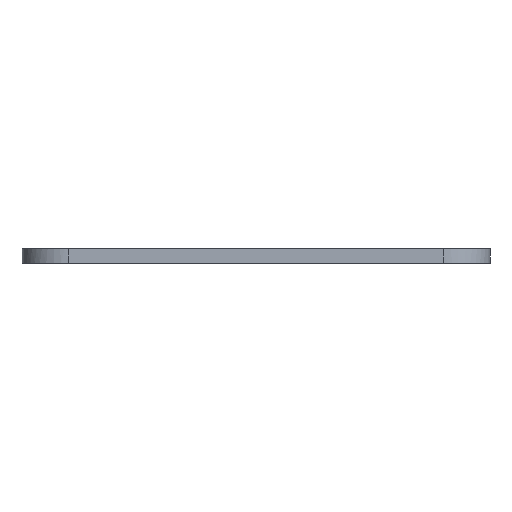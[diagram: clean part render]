
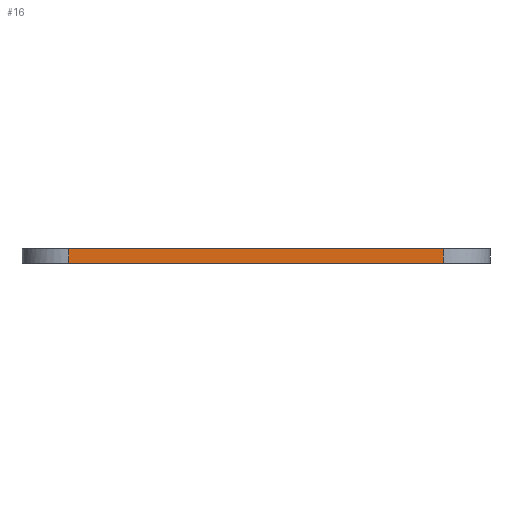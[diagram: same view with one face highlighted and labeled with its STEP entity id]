
A CAD part, left-side view. The second image highlights one B-rep face of the part: STEP entity #16.
In plain terms, the highlighted free-form (B-spline) face has degree [1, 1] with [2, 2] control points.
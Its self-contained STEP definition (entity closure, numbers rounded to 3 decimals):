
#16=ADVANCED_FACE('',(#28),#410,.T.);
#28=FACE_OUTER_BOUND('',#40,.T.);
#40=EDGE_LOOP('',(#54,#55,#56,#57));
#54=ORIENTED_EDGE('',*,*,#282,.T.);
#55=ORIENTED_EDGE('',*,*,#283,.T.);
#56=ORIENTED_EDGE('',*,*,#284,.T.);
#57=ORIENTED_EDGE('',*,*,#285,.T.);
#132=PCURVE('',#410,#192);
#133=PCURVE('',#410,#193);
#134=PCURVE('',#410,#194);
#135=PCURVE('',#410,#195);
#143=PCURVE('',#411,#203);
#146=PCURVE('',#412,#206);
#174=PCURVE('',#405,#234);
#182=PCURVE('',#407,#242);
#192=DEFINITIONAL_REPRESENTATION('',(#313),#1227);
#193=DEFINITIONAL_REPRESENTATION('',(#315),#1227);
#194=DEFINITIONAL_REPRESENTATION('',(#317),#1227);
#195=DEFINITIONAL_REPRESENTATION('',(#319),#1227);
#203=DEFINITIONAL_REPRESENTATION('',(#330),#1227);
#206=DEFINITIONAL_REPRESENTATION('',(#331),#1227);
#234=DEFINITIONAL_REPRESENTATION('',(#366),#1227);
#242=DEFINITIONAL_REPRESENTATION('',(#374),#1227);
#252=SURFACE_CURVE('',#312,(#132,#182),.PCURVE_S1.);
#253=SURFACE_CURVE('',#314,(#133,#143),.PCURVE_S1.);
#254=SURFACE_CURVE('',#316,(#134,#174),.PCURVE_S1.);
#255=SURFACE_CURVE('',#318,(#135,#146),.PCURVE_S1.);
#282=EDGE_CURVE('',#399,#397,#252,.T.);
#283=EDGE_CURVE('',#397,#396,#253,.T.);
#284=EDGE_CURVE('',#396,#398,#254,.T.);
#285=EDGE_CURVE('',#398,#399,#255,.T.);
#312=B_SPLINE_CURVE_WITH_KNOTS('',1,(#598,#599),.UNSPECIFIED.,.F.,.F.,(2,
2),(0.,3.),.UNSPECIFIED.);
#313=B_SPLINE_CURVE_WITH_KNOTS('',3,(#600,#601,#602,#603),.UNSPECIFIED.,
 .F.,.F.,(4,4),(0.,3.),.UNSPECIFIED.);
#314=B_SPLINE_CURVE_WITH_KNOTS('',1,(#604,#605),.UNSPECIFIED.,.F.,.F.,(2,
2),(390.,470.),.UNSPECIFIED.);
#315=B_SPLINE_CURVE_WITH_KNOTS('',1,(#606,#607),.UNSPECIFIED.,.F.,.F.,(2,
2),(390.,470.),.UNSPECIFIED.);
#316=B_SPLINE_CURVE_WITH_KNOTS('',1,(#608,#609),.UNSPECIFIED.,.F.,.F.,(2,
2),(0.,3.),.UNSPECIFIED.);
#317=B_SPLINE_CURVE_WITH_KNOTS('',3,(#610,#611,#612,#613),.UNSPECIFIED.,
 .F.,.F.,(4,4),(0.,3.),.UNSPECIFIED.);
#318=B_SPLINE_CURVE_WITH_KNOTS('',1,(#614,#615),.UNSPECIFIED.,.F.,.F.,(2,
2),(-470.,-390.),.UNSPECIFIED.);
#319=B_SPLINE_CURVE_WITH_KNOTS('',1,(#616,#617),.UNSPECIFIED.,.F.,.F.,(2,
2),(-470.,-390.),.UNSPECIFIED.);
#330=B_SPLINE_CURVE_WITH_KNOTS('',1,(#850,#851),.UNSPECIFIED.,.F.,.F.,(2,
2),(390.,470.),.UNSPECIFIED.);
#331=B_SPLINE_CURVE_WITH_KNOTS('',1,(#872,#873),.UNSPECIFIED.,.F.,.F.,(2,
2),(-470.,-390.),.UNSPECIFIED.);
#366=B_SPLINE_CURVE_WITH_KNOTS('',1,(#1186,#1187),.UNSPECIFIED.,.F.,.F.,
(2,2),(0.,3.),.UNSPECIFIED.);
#374=B_SPLINE_CURVE_WITH_KNOTS('',1,(#1202,#1203),.UNSPECIFIED.,.F.,.F.,
(2,2),(0.,3.),.UNSPECIFIED.);
#396=VERTEX_POINT('',#590);
#397=VERTEX_POINT('',#591);
#398=VERTEX_POINT('',#592);
#399=VERTEX_POINT('',#593);
#405=(
BOUNDED_SURFACE()
B_SPLINE_SURFACE(1,2,((#540,#541,#542),(#543,#544,#545)),.UNSPECIFIED.,
 .F.,.F.,.F.)
B_SPLINE_SURFACE_WITH_KNOTS((2,2),(3,3),(-10.,13.),
(0.,15.708),.UNSPECIFIED.)
GEOMETRIC_REPRESENTATION_ITEM()
RATIONAL_B_SPLINE_SURFACE(((1.,0.707,1.),(1.,0.707,
1.)))
REPRESENTATION_ITEM('')
SURFACE()
);
#407=(
BOUNDED_SURFACE()
B_SPLINE_SURFACE(1,2,((#552,#553,#554),(#555,#556,#557)),.UNSPECIFIED.,
 .F.,.F.,.F.)
B_SPLINE_SURFACE_WITH_KNOTS((2,2),(3,3),(-10.,13.),
(0.,15.708),.UNSPECIFIED.)
GEOMETRIC_REPRESENTATION_ITEM()
RATIONAL_B_SPLINE_SURFACE(((1.,0.707,1.),(1.,0.707,
1.)))
REPRESENTATION_ITEM('')
SURFACE()
);
#410=B_SPLINE_SURFACE_WITH_KNOTS('',1,1,((#510,#511),(#512,#513)),
 .UNSPECIFIED.,.F.,.F.,.F.,(2,2),(2,2),(380.,480.),(0.,3.),
 .UNSPECIFIED.);
#411=B_SPLINE_SURFACE_WITH_KNOTS('',1,1,((#514,#515),(#516,#517)),
 .UNSPECIFIED.,.F.,.F.,.F.,(2,2),(2,2),(0.,100.),(0.,140.),
 .UNSPECIFIED.);
#412=B_SPLINE_SURFACE_WITH_KNOTS('',1,1,((#518,#519),(#520,#521)),
 .UNSPECIFIED.,.F.,.F.,.F.,(2,2),(2,2),(0.,140.),(0.,100.),
 .UNSPECIFIED.);
#510=CARTESIAN_POINT('',(154.,49.,1458.5));
#511=CARTESIAN_POINT('',(154.,49.,1461.5));
#512=CARTESIAN_POINT('',(154.,-51.,1458.5));
#513=CARTESIAN_POINT('',(154.,-51.,1461.5));
#514=CARTESIAN_POINT('',(154.,-51.,1458.5));
#515=CARTESIAN_POINT('',(294.,-51.,1458.5));
#516=CARTESIAN_POINT('',(154.,49.,1458.5));
#517=CARTESIAN_POINT('',(294.,49.,1458.5));
#518=CARTESIAN_POINT('',(154.,-51.,1461.5));
#519=CARTESIAN_POINT('',(154.,49.,1461.5));
#520=CARTESIAN_POINT('',(294.,-51.,1461.5));
#521=CARTESIAN_POINT('',(294.,49.,1461.5));
#540=CARTESIAN_POINT('',(164.,-51.,1448.5));
#541=CARTESIAN_POINT('',(154.,-51.,1448.5));
#542=CARTESIAN_POINT('',(154.,-41.,1448.5));
#543=CARTESIAN_POINT('',(164.,-51.,1471.5));
#544=CARTESIAN_POINT('',(154.,-51.,1471.5));
#545=CARTESIAN_POINT('',(154.,-41.,1471.5));
#552=CARTESIAN_POINT('',(164.,49.,1471.5));
#553=CARTESIAN_POINT('',(154.,49.,1471.5));
#554=CARTESIAN_POINT('',(154.,39.,1471.5));
#555=CARTESIAN_POINT('',(164.,49.,1448.5));
#556=CARTESIAN_POINT('',(154.,49.,1448.5));
#557=CARTESIAN_POINT('',(154.,39.,1448.5));
#590=CARTESIAN_POINT('',(154.,-41.,1458.5));
#591=CARTESIAN_POINT('',(154.,39.,1458.5));
#592=CARTESIAN_POINT('',(154.,-41.,1461.5));
#593=CARTESIAN_POINT('',(154.,39.,1461.5));
#598=CARTESIAN_POINT('',(154.,39.,1461.5));
#599=CARTESIAN_POINT('',(154.,39.,1458.5));
#600=CARTESIAN_POINT('',(390.,3.));
#601=CARTESIAN_POINT('',(390.,2.));
#602=CARTESIAN_POINT('',(390.,1.));
#603=CARTESIAN_POINT('',(390.,0.));
#604=CARTESIAN_POINT('',(154.,39.,1458.5));
#605=CARTESIAN_POINT('',(154.,-41.,1458.5));
#606=CARTESIAN_POINT('',(390.,0.));
#607=CARTESIAN_POINT('',(470.,0.));
#608=CARTESIAN_POINT('',(154.,-41.,1458.5));
#609=CARTESIAN_POINT('',(154.,-41.,1461.5));
#610=CARTESIAN_POINT('',(470.,0.));
#611=CARTESIAN_POINT('',(470.,1.));
#612=CARTESIAN_POINT('',(470.,2.));
#613=CARTESIAN_POINT('',(470.,3.));
#614=CARTESIAN_POINT('',(154.,-41.,1461.5));
#615=CARTESIAN_POINT('',(154.,39.,1461.5));
#616=CARTESIAN_POINT('',(470.,3.));
#617=CARTESIAN_POINT('',(390.,3.));
#850=CARTESIAN_POINT('',(90.,0.));
#851=CARTESIAN_POINT('',(10.,0.));
#872=CARTESIAN_POINT('',(0.,10.));
#873=CARTESIAN_POINT('',(0.,90.));
#1186=CARTESIAN_POINT('',(0.,15.708));
#1187=CARTESIAN_POINT('',(3.,15.708));
#1202=CARTESIAN_POINT('',(0.,15.708));
#1203=CARTESIAN_POINT('',(3.,15.708));
#1227=(
GEOMETRIC_REPRESENTATION_CONTEXT(2)
PARAMETRIC_REPRESENTATION_CONTEXT()
REPRESENTATION_CONTEXT('pspace','')
);
